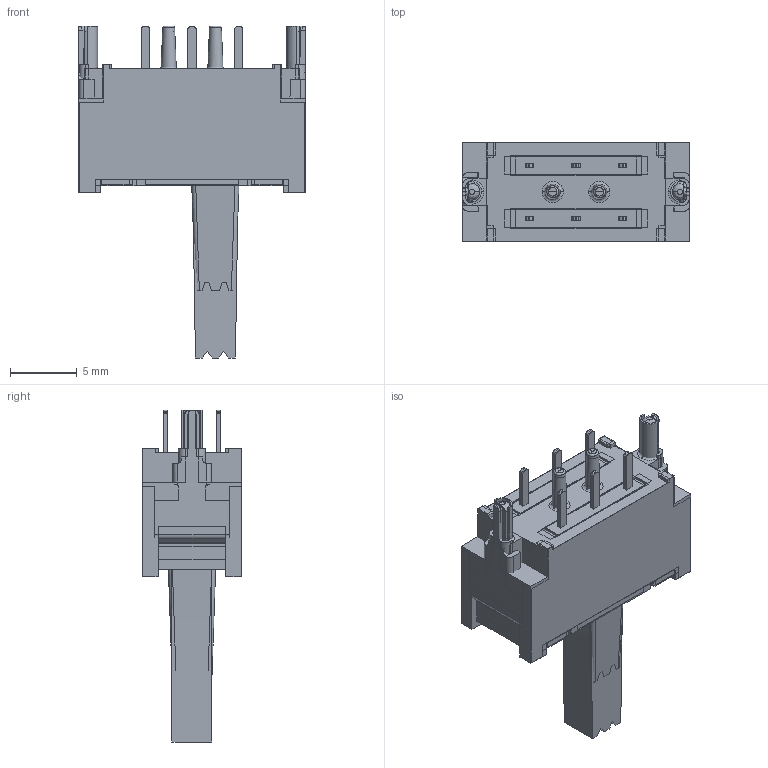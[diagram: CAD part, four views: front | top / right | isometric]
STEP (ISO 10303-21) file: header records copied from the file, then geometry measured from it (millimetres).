
FILE_DESCRIPTION(/* description */ (''),/* implementation_level */ '2;1');
FILE_NAME(/* name */ 'switch linear - FS22AXX',/* time_stamp */ '2025-01-16T13:38:23-08:00',/* author */ (''),/* organization */ (''),/* preprocessor_version */ 'ST-DEVELOPER v16.5',/* originating_system */ 'Rhino 7.37',/* authorisation */ '');
FILE_SCHEMA (('CONFIG_CONTROL_DESIGN'));
Length unit declared in the file: millimetre
Products named in the file (1): Document
Bounding box: 17 x 7.4 x 24.9 mm (x, y, z)
Volume: 2103.7 mm3; surface area: 3030.7 mm2
Topology: 5 solids, 5 shells, 564 faces, 1593 edges, 1044 vertices
Faces by surface type: plane 432, cylinder 96, bspline 36
Entity records: 18357 total; most frequent: CARTESIAN_POINT 7768, ORIENTED_EDGE 3186, EDGE_CURVE 1593, B_SPLINE_CURVE_WITH_KNOTS 1336, VERTEX_POINT 1044, EDGE_LOOP 591, ADVANCED_FACE 564, FACE_OUTER_BOUND 564
